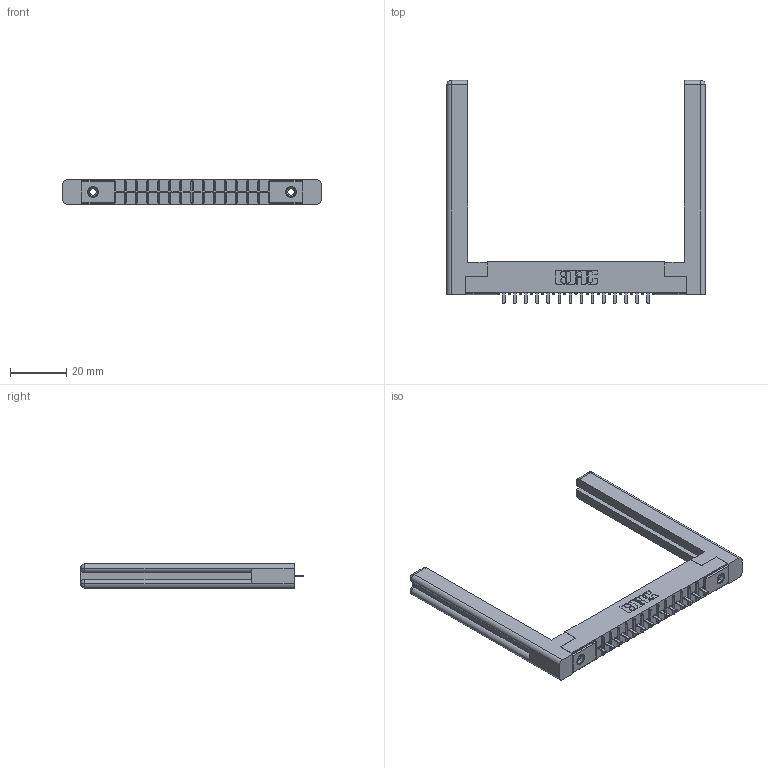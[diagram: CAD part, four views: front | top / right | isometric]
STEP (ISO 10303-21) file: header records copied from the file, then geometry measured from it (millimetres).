
FILE_DESCRIPTION (( 'STEP AP203' ), '1' );
FILE_NAME ('316-014-521-158.STEP', '2018-07-31T00:45:23', ( '' ), ( '' ), 'SwSTEP 2.0', 'SolidWorks 2016', '' );
FILE_SCHEMA (( 'CONFIG_CONTROL_DESIGN' ));
Length unit declared in the file: inch
Products named in the file (5): 306-290-001_121; 345-250-001_345-250-001-102; 307-220-058; 316-014-521-158; 306 Part_.156 Dia
Assembly tree (19 placements, depth 2):
  316-014-521-158
    306 Part_.156 Dia
    306-290-001_121  x14
    345-250-001_345-250-001-102  x2
    307-220-058  x2
Bounding box: 92.1 x 79.53 x 8.71 mm (x, y, z)
Volume: 13895.6 mm3; surface area: 14172.1 mm2
Topology: 19 solids, 19 shells, 1238 faces, 3428 edges, 2196 vertices
Faces by surface type: plane 810, cylinder 348, sphere 56, cone 12, torus 12
Entity records: 19272 total; most frequent: CARTESIAN_POINT 3240, DIRECTION 3153, ORIENTED_EDGE 3150, EDGE_CURVE 1575, VECTOR 1211, LINE 1211, VERTEX_POINT 1004, AXIS2_PLACEMENT_3D 971
